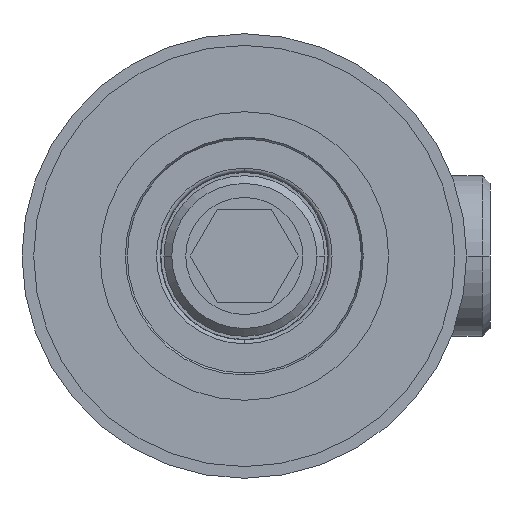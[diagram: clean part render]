
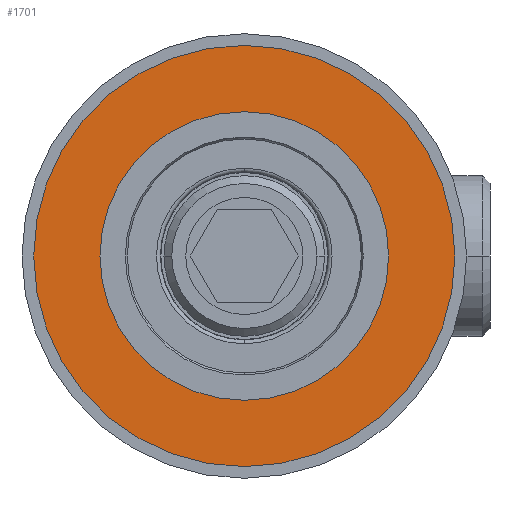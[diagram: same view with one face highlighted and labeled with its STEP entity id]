
A CAD part, left-side view. The second image highlights one B-rep face of the part: STEP entity #1701.
In plain terms, the highlighted face is planar.
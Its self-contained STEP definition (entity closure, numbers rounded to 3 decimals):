
#1404=CARTESIAN_POINT('',(0.,0.,-4.5));
#1405=DIRECTION('',(0.,0.,1.));
#1406=DIRECTION('',(-1.,0.,0.));
#1407=AXIS2_PLACEMENT_3D('',#1404,#1405,#1406);
#1409=CARTESIAN_POINT('',(0.,0.,-4.5));
#1410=DIRECTION('',(0.,0.,-1.));
#1411=DIRECTION('',(-1.,0.,0.));
#1412=AXIS2_PLACEMENT_3D('',#1409,#1410,#1411);
#1414=CARTESIAN_POINT('',(0.,0.,-4.5));
#1415=DIRECTION('',(0.,0.,-1.));
#1416=DIRECTION('',(-1.,0.,0.));
#1417=AXIS2_PLACEMENT_3D('',#1414,#1415,#1416);
#1427=CARTESIAN_POINT('',(0.,0.,-4.5));
#1428=DIRECTION('',(0.,0.,1.));
#1429=DIRECTION('',(-1.,0.,0.));
#1430=AXIS2_PLACEMENT_3D('',#1427,#1428,#1429);
#1585=CARTESIAN_POINT('',(-27.,0.,-4.5));
#1587=VERTEX_POINT('',#1585);
#1588=CARTESIAN_POINT('',(-18.5,0.,-4.5));
#1590=VERTEX_POINT('',#1588);
#1601=CARTESIAN_POINT('',(27.,0.,-4.5));
#1603=VERTEX_POINT('',#1601);
#1604=CARTESIAN_POINT('',(18.5,0.,-4.5));
#1606=VERTEX_POINT('',#1604);
#1686=CARTESIAN_POINT('',(0.,0.,-4.5));
#1687=DIRECTION('',(0.,0.,-1.));
#1688=DIRECTION('',(1.,0.,0.));
#1689=AXIS2_PLACEMENT_3D('',#1686,#1687,#1688);
#1690=PLANE('',#1689);
#1691=ORIENTED_EDGE('',*,*,#1679,.F.);
#1692=ORIENTED_EDGE('',*,*,#1668,.T.);
#1693=EDGE_LOOP('',(#1691,#1692));
#1694=FACE_OUTER_BOUND('',#1693,.F.);
#1696=ORIENTED_EDGE('',*,*,#1695,.F.);
#1698=ORIENTED_EDGE('',*,*,#1697,.T.);
#1699=EDGE_LOOP('',(#1696,#1698));
#1700=FACE_BOUND('',#1699,.F.);
#1408=CIRCLE('',#1407,27.);
#1413=CIRCLE('',#1412,27.);
#1418=CIRCLE('',#1417,18.5);
#1431=CIRCLE('',#1430,18.5);
#1668=EDGE_CURVE('',#1587,#1603,#1413,.T.);
#1679=EDGE_CURVE('',#1587,#1603,#1408,.T.);
#1695=EDGE_CURVE('',#1590,#1606,#1418,.T.);
#1697=EDGE_CURVE('',#1590,#1606,#1431,.T.);
#1701=ADVANCED_FACE('',(#1694,#1700),#1690,.F.);
